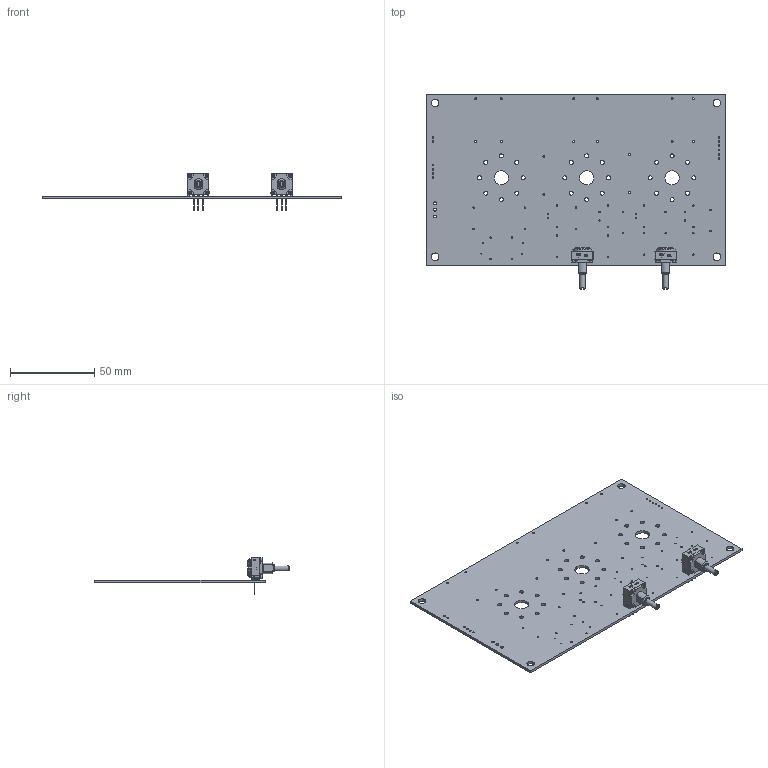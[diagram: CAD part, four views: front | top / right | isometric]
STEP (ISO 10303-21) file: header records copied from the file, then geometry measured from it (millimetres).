
FILE_DESCRIPTION(('KiCad electronic assembly'),'2;1');
FILE_NAME('deflection_amp.step','2022-12-14T14:27:29',('Pcbnew'),( 'Kicad'),'Open CASCADE STEP processor 7.5','KiCad to STEP converter' ,'Unknown');
FILE_SCHEMA(('AUTOMOTIVE_DESIGN { 1 0 10303 214 1 1 1 1 }'));
Length unit declared in the file: millimetre
Products named in the file (4): deflection_amp 1; 148-VISHAY; COMPOUND; deflection_amp PCB
Assembly tree (4 placements, depth 3):
  deflection_amp 1
    148-VISHAY  x2
      COMPOUND
    deflection_amp PCB
Bounding box: 177.8 x 115.99 x 21.75 mm (x, y, z)
Volume: 31106 mm3; surface area: 42569.1 mm2
Topology: 17 solids, 17 shells, 1232 faces, 3308 edges, 2182 vertices
Faces by surface type: plane 716, cylinder 350, cone 94, bspline 52, torus 20
Full cylindrical faces by diameter (mm): 0.64 x4, 0.8 x40, 1 x18, 1.2 x16, 1.3 x8, 1.5 x16, 1.55 x8, 1.7 x3, 2.4 x24, 2.55 x4, 2.6 x4, 2.66 x4, 3.17 x2, 4 x2, 4.1 x2, 4.5 x4, 5.25 x4, 6.4 x4, 7.42 x2, 7.44 x2, 8.4 x2, 8.5 x3, 9.65 x2, 10.6 x2, 11.35 x2
Entity records: 51006 total; most frequent: CARTESIAN_POINT 14407, DIRECTION 6740, LINE 3767, VECTOR 3767, ORIENTED_EDGE 3656, PCURVE 3656, DEFINITIONAL_REPRESENTATION 3656, EDGE_CURVE 1828
